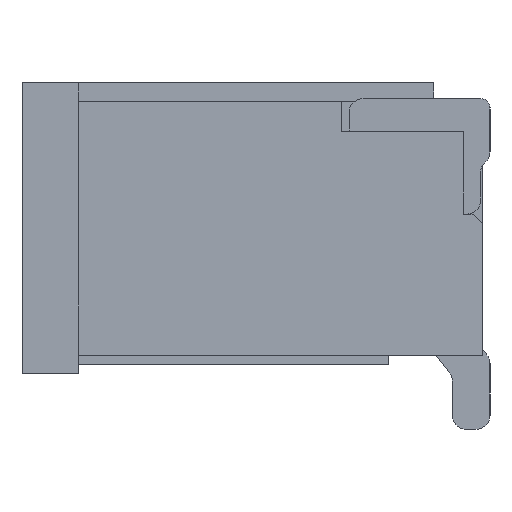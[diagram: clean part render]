
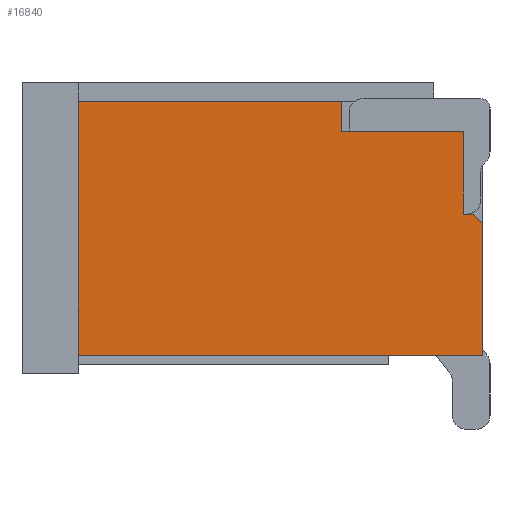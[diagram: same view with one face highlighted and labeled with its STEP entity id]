
A CAD part, left-side view. The second image highlights one B-rep face of the part: STEP entity #16840.
In plain terms, the highlighted planar face has unit normal (-1, 0, 0).
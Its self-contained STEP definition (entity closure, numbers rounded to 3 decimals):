
#393=DIRECTION('',(0.,0.,1.));
#394=VECTOR('',#393,2.7);
#395=CARTESIAN_POINT('',(-8.5,2.15,-1.4));
#396=LINE('',#395,#394);
#741=DIRECTION('',(0.,-1.,0.));
#742=VECTOR('',#741,4.3);
#743=CARTESIAN_POINT('',(-8.5,2.15,-1.4));
#744=LINE('',#743,#742);
#2889=DIRECTION('',(0.,1.,0.));
#2890=VECTOR('',#2889,2.8);
#2891=CARTESIAN_POINT('',(-8.5,-0.65,1.3));
#2892=LINE('',#2891,#2890);
#2995=DIRECTION('',(0.,0.,-1.));
#2996=VECTOR('',#2995,1.4);
#2997=CARTESIAN_POINT('',(-8.5,-2.15,0.));
#2998=LINE('',#2997,#2996);
#3023=DIRECTION('',(0.,-0.707,-0.707));
#3024=VECTOR('',#3023,0.141);
#3025=CARTESIAN_POINT('',(-8.5,-2.05,0.1));
#3026=LINE('',#3025,#3024);
#3035=DIRECTION('',(0.,1.,0.));
#3036=VECTOR('',#3035,1.3);
#3037=CARTESIAN_POINT('',(-8.5,-1.95,0.98));
#3038=LINE('',#3037,#3036);
#3120=DIRECTION('',(0.,0.,-1.));
#3121=VECTOR('',#3120,0.32);
#3122=CARTESIAN_POINT('',(-8.5,-0.65,1.3));
#3123=LINE('',#3122,#3121);
#3263=DIRECTION('',(0.,1.,0.));
#3264=VECTOR('',#3263,0.1);
#3265=CARTESIAN_POINT('',(-8.5,-2.05,0.1));
#3266=LINE('',#3265,#3264);
#3283=DIRECTION('',(0.,0.,-1.));
#3284=VECTOR('',#3283,0.88);
#3285=CARTESIAN_POINT('',(-8.5,-1.95,0.98));
#3286=LINE('',#3285,#3284);
#11218=CARTESIAN_POINT('',(-8.5,-1.95,0.98));
#11219=CARTESIAN_POINT('',(-8.5,-0.65,0.98));
#11220=VERTEX_POINT('',#11218);
#11221=VERTEX_POINT('',#11219);
#11222=CARTESIAN_POINT('',(-8.5,-0.65,1.3));
#11223=VERTEX_POINT('',#11222);
#11224=CARTESIAN_POINT('',(-8.5,2.15,1.3));
#11225=VERTEX_POINT('',#11224);
#11226=CARTESIAN_POINT('',(-8.5,2.15,-1.4));
#11227=VERTEX_POINT('',#11226);
#11228=CARTESIAN_POINT('',(-8.5,-2.15,-1.4));
#11229=VERTEX_POINT('',#11228);
#11230=CARTESIAN_POINT('',(-8.5,-2.15,0.));
#11231=VERTEX_POINT('',#11230);
#11232=CARTESIAN_POINT('',(-8.5,-2.05,0.1));
#11233=VERTEX_POINT('',#11232);
#11234=CARTESIAN_POINT('',(-8.5,-1.95,0.1));
#11235=VERTEX_POINT('',#11234);
#16819=CARTESIAN_POINT('',(-8.5,0.,-0.05));
#16820=DIRECTION('',(1.,0.,0.));
#16821=DIRECTION('',(0.,0.,-1.));
#16822=AXIS2_PLACEMENT_3D('',#16819,#16820,#16821);
#16823=PLANE('',#16822);
#16825=ORIENTED_EDGE('',*,*,#16824,.F.);
#16827=ORIENTED_EDGE('',*,*,#16826,.T.);
#16829=ORIENTED_EDGE('',*,*,#16828,.F.);
#16831=ORIENTED_EDGE('',*,*,#16830,.T.);
#16832=ORIENTED_EDGE('',*,*,#16795,.T.);
#16833=ORIENTED_EDGE('',*,*,#13739,.F.);
#16834=ORIENTED_EDGE('',*,*,#13294,.T.);
#16835=ORIENTED_EDGE('',*,*,#16659,.F.);
#16837=ORIENTED_EDGE('',*,*,#16836,.T.);
#16838=EDGE_LOOP('',(#16825,#16827,#16829,#16831,#16832,#16833,#16834,#16835,
#16837));
#16839=FACE_OUTER_BOUND('',#16838,.F.);
#16840=ADVANCED_FACE('',(#16839),#16823,.F.);
#13294=EDGE_CURVE('',#11227,#11225,#396,.T.);
#13739=EDGE_CURVE('',#11227,#11229,#744,.T.);
#16659=EDGE_CURVE('',#11223,#11225,#2892,.T.);
#16795=EDGE_CURVE('',#11231,#11229,#2998,.T.);
#16824=EDGE_CURVE('',#11220,#11221,#3038,.T.);
#16826=EDGE_CURVE('',#11220,#11235,#3286,.T.);
#16828=EDGE_CURVE('',#11233,#11235,#3266,.T.);
#16830=EDGE_CURVE('',#11233,#11231,#3026,.T.);
#16836=EDGE_CURVE('',#11223,#11221,#3123,.T.);
